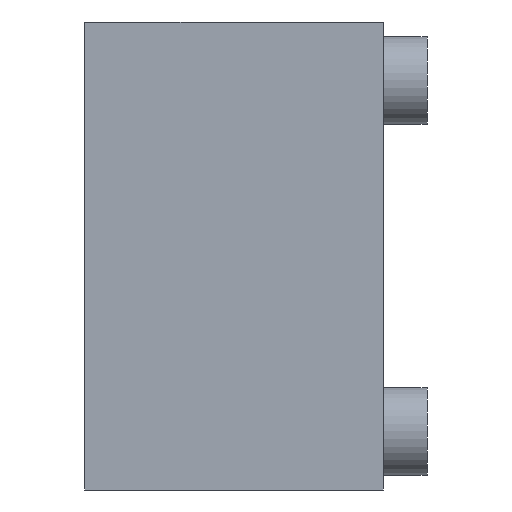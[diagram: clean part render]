
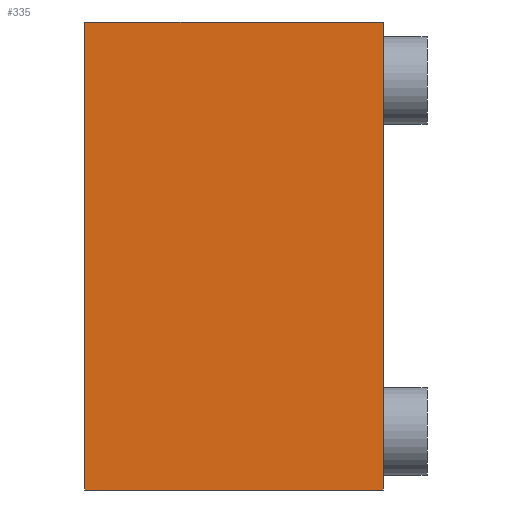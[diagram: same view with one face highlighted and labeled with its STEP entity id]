
A CAD part, left-side view. The second image highlights one B-rep face of the part: STEP entity #335.
In plain terms, the highlighted planar face has unit normal (-1, 0, 0).
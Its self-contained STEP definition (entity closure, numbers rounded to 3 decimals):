
#37=FACE_OUTER_BOUND('',#54,.T.);
#54=EDGE_LOOP('',(#263,#264,#265,#266));
#84=LINE('',#521,#119);
#89=LINE('',#530,#124);
#92=LINE('',#537,#127);
#94=LINE('',#540,#129);
#119=VECTOR('',#426,10.);
#124=VECTOR('',#433,10.);
#127=VECTOR('',#440,10.);
#129=VECTOR('',#444,10.);
#147=VERTEX_POINT('',#518);
#148=VERTEX_POINT('',#520);
#151=VERTEX_POINT('',#528);
#153=VERTEX_POINT('',#536);
#184=EDGE_CURVE('',#148,#147,#84,.T.);
#189=EDGE_CURVE('',#147,#151,#89,.T.);
#192=EDGE_CURVE('',#153,#148,#92,.T.);
#194=EDGE_CURVE('',#153,#151,#94,.T.);
#263=ORIENTED_EDGE('',*,*,#189,.T.);
#264=ORIENTED_EDGE('',*,*,#194,.F.);
#265=ORIENTED_EDGE('',*,*,#192,.T.);
#266=ORIENTED_EDGE('',*,*,#184,.T.);
#302=PLANE('',#372);
#335=ADVANCED_FACE('',(#37),#302,.T.);
#372=AXIS2_PLACEMENT_3D('',#539,#442,#443);
#426=DIRECTION('',(0.,0.,-1.));
#433=DIRECTION('',(0.,-1.,0.));
#440=DIRECTION('',(0.,1.,0.));
#442=DIRECTION('center_axis',(-1.,0.,0.));
#443=DIRECTION('ref_axis',(0.,0.,1.));
#444=DIRECTION('',(0.,0.,-1.));
#518=CARTESIAN_POINT('',(-1.,2.562,-4.));
#520=CARTESIAN_POINT('',(-1.,2.562,4.));
#521=CARTESIAN_POINT('',(-1.,2.562,-2.25));
#528=CARTESIAN_POINT('',(-1.,-2.538,-4.));
#530=CARTESIAN_POINT('',(-1.,-0.213,-4.));
#536=CARTESIAN_POINT('',(-1.,-2.538,4.));
#537=CARTESIAN_POINT('',(-1.,-0.213,4.));
#539=CARTESIAN_POINT('Origin',(-1.,-0.438,-4.5));
#540=CARTESIAN_POINT('',(-1.,-2.538,4.5));
